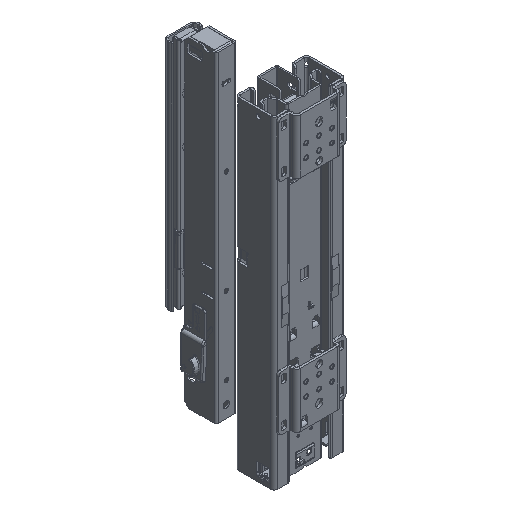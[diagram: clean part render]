
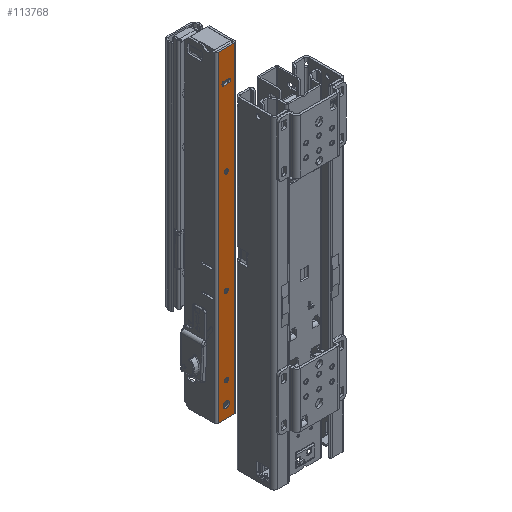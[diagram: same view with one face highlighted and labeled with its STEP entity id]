
A CAD part, isometric view. The second image highlights one B-rep face of the part: STEP entity #113768.
In plain terms, the highlighted planar face has unit normal (0, -1, 0).
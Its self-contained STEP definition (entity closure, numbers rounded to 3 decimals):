
#289 = CARTESIAN_POINT ( 'NONE',  ( 0., 0., -10.35 ) ) ;
#1189 = VERTEX_POINT ( 'NONE', #27567 ) ;
#1239 = VERTEX_POINT ( 'NONE', #55719 ) ;
#1431 = EDGE_CURVE ( 'NONE', #43619, #1239, #75693, .T. ) ;
#1910 = VERTEX_POINT ( 'NONE', #117447 ) ;
#2238 = VERTEX_POINT ( 'NONE', #2848 ) ;
#2817 = EDGE_CURVE ( 'NONE', #104193, #75359, #113065, .T. ) ;
#2848 = CARTESIAN_POINT ( 'NONE',  ( 398., 0., -10.35 ) ) ;
#4274 = CARTESIAN_POINT ( 'NONE',  ( 357., 0., 2.5 ) ) ;
#5315 = EDGE_CURVE ( 'NONE', #24193, #48001, #96995, .T. ) ;
#5469 = ORIENTED_EDGE ( 'NONE', *, *, #92938, .F. ) ;
#5898 = LINE ( 'NONE', #44023, #28944 ) ;
#7895 = EDGE_CURVE ( 'NONE', #1239, #43619, #119336, .T. ) ;
#7925 = ORIENTED_EDGE ( 'NONE', *, *, #7895, .T. ) ;
#8027 = LINE ( 'NONE', #113097, #111974 ) ;
#8133 = CARTESIAN_POINT ( 'NONE',  ( 357., 0., 0. ) ) ;
#8570 = ORIENTED_EDGE ( 'NONE', *, *, #79475, .F. ) ;
#8738 = AXIS2_PLACEMENT_3D ( 'NONE', #110721, #29142, #67301 ) ;
#9246 = DIRECTION ( 'NONE',  ( 1., 0., 0. ) ) ;
#9273 = FACE_BOUND ( 'NONE', #74723, .T. ) ;
#11711 = FACE_OUTER_BOUND ( 'NONE', #56250, .T. ) ;
#11762 = EDGE_LOOP ( 'NONE', ( #93282, #7925 ) ) ;
#12417 = CARTESIAN_POINT ( 'NONE',  ( 263.5, 0., 0. ) ) ;
#12691 = CARTESIAN_POINT ( 'NONE',  ( 39.5, 0., 3. ) ) ;
#13113 = CARTESIAN_POINT ( 'NONE',  ( 133., 0., 0. ) ) ;
#13422 = CIRCLE ( 'NONE', #35358, 2.5 ) ;
#13928 = CARTESIAN_POINT ( 'NONE',  ( 37., 0., -3. ) ) ;
#14968 = DIRECTION ( 'NONE',  ( 0., 1., 0. ) ) ;
#18632 = FACE_BOUND ( 'NONE', #11762, .T. ) ;
#19164 = AXIS2_PLACEMENT_3D ( 'NONE', #39852, #19275, #106173 ) ;
#19275 = DIRECTION ( 'NONE',  ( 0., 1., 0. ) ) ;
#20591 = ORIENTED_EDGE ( 'NONE', *, *, #5315, .T. ) ;
#21745 = AXIS2_PLACEMENT_3D ( 'NONE', #13113, #14968, #51249 ) ;
#22079 = CIRCLE ( 'NONE', #89961, 2.5 ) ;
#22291 = DIRECTION ( 'NONE',  ( 0., 1., 0. ) ) ;
#24167 = CARTESIAN_POINT ( 'NONE',  ( 0., 0., -48.5 ) ) ;
#24193 = VERTEX_POINT ( 'NONE', #12417 ) ;
#25541 = EDGE_CURVE ( 'NONE', #77295, #1189, #8027, .T. ) ;
#26169 = CIRCLE ( 'NONE', #42132, 2.5 ) ;
#26897 = VERTEX_POINT ( 'NONE', #123084 ) ;
#27016 = LINE ( 'NONE', #65148, #33155 ) ;
#27567 = CARTESIAN_POINT ( 'NONE',  ( 398., 0., 10.35 ) ) ;
#28005 = FACE_BOUND ( 'NONE', #45440, .T. ) ;
#28944 = VECTOR ( 'NONE', #82177, 1000. ) ;
#29142 = DIRECTION ( 'NONE',  ( 0., 1., 0. ) ) ;
#29192 = LINE ( 'NONE', #123681, #53317 ) ;
#29407 = DIRECTION ( 'NONE',  ( 0., 0., -1. ) ) ;
#30695 = EDGE_CURVE ( 'NONE', #75359, #104193, #50652, .T. ) ;
#31108 = CARTESIAN_POINT ( 'NONE',  ( 383., 0., -4. ) ) ;
#32035 = EDGE_CURVE ( 'NONE', #55108, #118011, #90235, .T. ) ;
#32404 = ORIENTED_EDGE ( 'NONE', *, *, #33154, .T. ) ;
#32688 = CARTESIAN_POINT ( 'NONE',  ( 39.5, 0., 3. ) ) ;
#32889 = PLANE ( 'NONE',  #94756 ) ;
#33154 = EDGE_CURVE ( 'NONE', #97908, #26897, #27016, .T. ) ;
#33155 = VECTOR ( 'NONE', #102695, 1000. ) ;
#33706 = CARTESIAN_POINT ( 'NONE',  ( 133., 0., 0. ) ) ;
#34493 = DIRECTION ( 'NONE',  ( 0., 1., 0. ) ) ;
#35358 = AXIS2_PLACEMENT_3D ( 'NONE', #56031, #37855, #112984 ) ;
#37099 = VERTEX_POINT ( 'NONE', #289 ) ;
#37855 = DIRECTION ( 'NONE',  ( 0., 1., 0. ) ) ;
#39852 = CARTESIAN_POINT ( 'NONE',  ( 261., 0., 0. ) ) ;
#41471 = ORIENTED_EDGE ( 'NONE', *, *, #30695, .T. ) ;
#42132 = AXIS2_PLACEMENT_3D ( 'NONE', #76963, #46366, #29407 ) ;
#43619 = VERTEX_POINT ( 'NONE', #65003 ) ;
#44023 = CARTESIAN_POINT ( 'NONE',  ( 0., 0., 48.5 ) ) ;
#45440 = EDGE_LOOP ( 'NONE', ( #41471, #102008 ) ) ;
#46366 = DIRECTION ( 'NONE',  ( 0., -1., 0. ) ) ;
#48001 = VERTEX_POINT ( 'NONE', #50549 ) ;
#48617 = DIRECTION ( 'NONE',  ( -1., 0., 0. ) ) ;
#50549 = CARTESIAN_POINT ( 'NONE',  ( 258.5, 0., 0. ) ) ;
#50652 = CIRCLE ( 'NONE', #8738, 4. ) ;
#51249 = DIRECTION ( 'NONE',  ( -1., 0., 0. ) ) ;
#53317 = VECTOR ( 'NONE', #58559, 1000. ) ;
#53717 = DIRECTION ( 'NONE',  ( 0., 1., 0. ) ) ;
#55108 = VERTEX_POINT ( 'NONE', #32688 ) ;
#55719 = CARTESIAN_POINT ( 'NONE',  ( 135.5, 0., 0. ) ) ;
#56031 = CARTESIAN_POINT ( 'NONE',  ( 37., 0., 3. ) ) ;
#56250 = EDGE_LOOP ( 'NONE', ( #8570, #59612, #101358, #109628 ) ) ;
#57009 = AXIS2_PLACEMENT_3D ( 'NONE', #79223, #22291, #60409 ) ;
#58559 = DIRECTION ( 'NONE',  ( 0., 0., -1. ) ) ;
#58712 = EDGE_LOOP ( 'NONE', ( #5469, #115122 ) ) ;
#58978 = AXIS2_PLACEMENT_3D ( 'NONE', #8133, #111975, #75629 ) ;
#59612 = ORIENTED_EDGE ( 'NONE', *, *, #83957, .F. ) ;
#59624 = CARTESIAN_POINT ( 'NONE',  ( 34.5, 0., -3. ) ) ;
#60409 = DIRECTION ( 'NONE',  ( 0., 0., 1. ) ) ;
#60755 = EDGE_CURVE ( 'NONE', #48001, #24193, #111963, .T. ) ;
#60885 = ORIENTED_EDGE ( 'NONE', *, *, #62837, .T. ) ;
#62837 = EDGE_CURVE ( 'NONE', #118011, #97908, #22079, .T. ) ;
#63088 = DIRECTION ( 'NONE',  ( -1., 0., 0. ) ) ;
#64187 = EDGE_CURVE ( 'NONE', #1910, #104130, #26169, .T. ) ;
#65003 = CARTESIAN_POINT ( 'NONE',  ( 130.5, 0., 0. ) ) ;
#65148 = CARTESIAN_POINT ( 'NONE',  ( 34.5, 0., -3. ) ) ;
#66147 = FACE_BOUND ( 'NONE', #58712, .T. ) ;
#67223 = DIRECTION ( 'NONE',  ( 0., 1., 0. ) ) ;
#67301 = DIRECTION ( 'NONE',  ( 0., 0., 1. ) ) ;
#71858 = ORIENTED_EDGE ( 'NONE', *, *, #121364, .T. ) ;
#73182 = EDGE_CURVE ( 'NONE', #37099, #77295, #5898, .T. ) ;
#74723 = EDGE_LOOP ( 'NONE', ( #71858, #113964, #60885, #32404 ) ) ;
#74778 = DIRECTION ( 'NONE',  ( -1., 0., 0. ) ) ;
#75359 = VERTEX_POINT ( 'NONE', #101122 ) ;
#75629 = DIRECTION ( 'NONE',  ( 0., 0., -1. ) ) ;
#75693 = CIRCLE ( 'NONE', #21745, 2.5 ) ;
#76963 = CARTESIAN_POINT ( 'NONE',  ( 357., 0., 0. ) ) ;
#77295 = VERTEX_POINT ( 'NONE', #109851 ) ;
#79223 = CARTESIAN_POINT ( 'NONE',  ( 383., 0., 0. ) ) ;
#79475 = EDGE_CURVE ( 'NONE', #2238, #37099, #87404, .T. ) ;
#82177 = DIRECTION ( 'NONE',  ( 0., 0., 1. ) ) ;
#83957 = EDGE_CURVE ( 'NONE', #1189, #2238, #29192, .T. ) ;
#86943 = CIRCLE ( 'NONE', #58978, 2.5 ) ;
#87404 = LINE ( 'NONE', #105544, #114424 ) ;
#88793 = VECTOR ( 'NONE', #118383, 1000. ) ;
#89961 = AXIS2_PLACEMENT_3D ( 'NONE', #13928, #34493, #98977 ) ;
#90235 = LINE ( 'NONE', #12691, #88793 ) ;
#92938 = EDGE_CURVE ( 'NONE', #104130, #1910, #86943, .T. ) ;
#93282 = ORIENTED_EDGE ( 'NONE', *, *, #1431, .T. ) ;
#94756 = AXIS2_PLACEMENT_3D ( 'NONE', #24167, #98612, #100462 ) ;
#96995 = CIRCLE ( 'NONE', #19164, 2.5 ) ;
#97330 = AXIS2_PLACEMENT_3D ( 'NONE', #33706, #53717, #63088 ) ;
#97908 = VERTEX_POINT ( 'NONE', #59624 ) ;
#98612 = DIRECTION ( 'NONE',  ( 0., -1., 0. ) ) ;
#98977 = DIRECTION ( 'NONE',  ( -1., 0., 0. ) ) ;
#100462 = DIRECTION ( 'NONE',  ( 0., 0., -1. ) ) ;
#101122 = CARTESIAN_POINT ( 'NONE',  ( 383., 0., 4. ) ) ;
#101358 = ORIENTED_EDGE ( 'NONE', *, *, #25541, .F. ) ;
#102008 = ORIENTED_EDGE ( 'NONE', *, *, #2817, .T. ) ;
#102695 = DIRECTION ( 'NONE',  ( 0., 0., 1. ) ) ;
#104130 = VERTEX_POINT ( 'NONE', #4274 ) ;
#104193 = VERTEX_POINT ( 'NONE', #31108 ) ;
#104294 = FACE_BOUND ( 'NONE', #106415, .T. ) ;
#105544 = CARTESIAN_POINT ( 'NONE',  ( 0., 0., -10.35 ) ) ;
#106173 = DIRECTION ( 'NONE',  ( -1., 0., 0. ) ) ;
#106415 = EDGE_LOOP ( 'NONE', ( #110097, #20591 ) ) ;
#109628 = ORIENTED_EDGE ( 'NONE', *, *, #73182, .F. ) ;
#109851 = CARTESIAN_POINT ( 'NONE',  ( 0., 0., 10.35 ) ) ;
#110097 = ORIENTED_EDGE ( 'NONE', *, *, #60755, .T. ) ;
#110118 = CARTESIAN_POINT ( 'NONE',  ( 39.5, 0., -3. ) ) ;
#110721 = CARTESIAN_POINT ( 'NONE',  ( 383., 0., 0. ) ) ;
#111963 = CIRCLE ( 'NONE', #121928, 2.5 ) ;
#111974 = VECTOR ( 'NONE', #9246, 1000. ) ;
#111975 = DIRECTION ( 'NONE',  ( 0., -1., 0. ) ) ;
#112984 = DIRECTION ( 'NONE',  ( -1., 0., 0. ) ) ;
#113065 = CIRCLE ( 'NONE', #57009, 4. ) ;
#113097 = CARTESIAN_POINT ( 'NONE',  ( 0., 0., 10.35 ) ) ;
#113768 = ADVANCED_FACE ( 'NONE', ( #11711, #28005, #66147, #104294, #18632, #9273 ), #32889, .T. ) ;
#113964 = ORIENTED_EDGE ( 'NONE', *, *, #32035, .T. ) ;
#114424 = VECTOR ( 'NONE', #48617, 1000. ) ;
#115122 = ORIENTED_EDGE ( 'NONE', *, *, #64187, .F. ) ;
#117447 = CARTESIAN_POINT ( 'NONE',  ( 357., 0., -2.5 ) ) ;
#118011 = VERTEX_POINT ( 'NONE', #110118 ) ;
#118383 = DIRECTION ( 'NONE',  ( 0., 0., -1. ) ) ;
#119336 = CIRCLE ( 'NONE', #97330, 2.5 ) ;
#121364 = EDGE_CURVE ( 'NONE', #26897, #55108, #13422, .T. ) ;
#121928 = AXIS2_PLACEMENT_3D ( 'NONE', #122936, #67223, #74778 ) ;
#122936 = CARTESIAN_POINT ( 'NONE',  ( 261., 0., 0. ) ) ;
#123084 = CARTESIAN_POINT ( 'NONE',  ( 34.5, 0., 3. ) ) ;
#123681 = CARTESIAN_POINT ( 'NONE',  ( 398., 0., 48.5 ) ) ;
